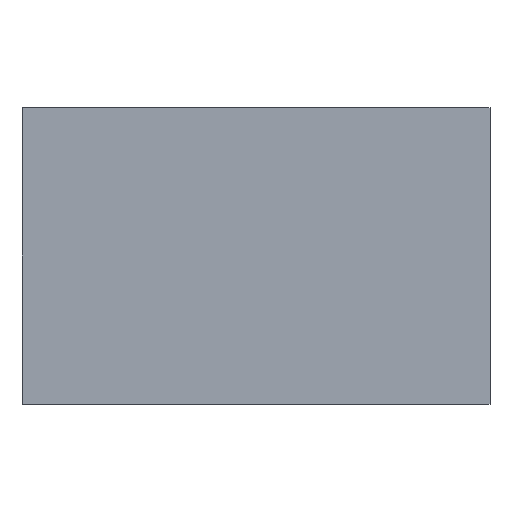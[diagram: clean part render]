
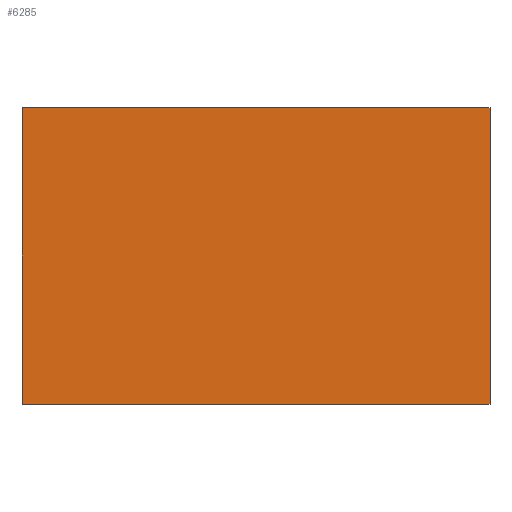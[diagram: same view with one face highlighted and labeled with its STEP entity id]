
A CAD part, front view. The second image highlights one B-rep face of the part: STEP entity #6285.
In plain terms, the highlighted planar face has unit normal (0, -1, 0).
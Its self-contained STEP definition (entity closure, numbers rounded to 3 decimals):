
#411=FACE_OUTER_BOUND($,#704,.T.);
#704=EDGE_LOOP($,(#5254,#5255,#5256,#5257));
#1258=LINE($,#9775,#2257);
#1259=LINE($,#9777,#2258);
#1260=LINE($,#9779,#2259);
#1261=LINE($,#9780,#2260);
#2257=VECTOR($,#7927,950.);
#2258=VECTOR($,#7928,1500.);
#2259=VECTOR($,#7929,950.);
#2260=VECTOR($,#7930,1500.);
#3256=VERTEX_POINT($,#9773);
#3257=VERTEX_POINT($,#9774);
#3258=VERTEX_POINT($,#9776);
#3259=VERTEX_POINT($,#9778);
#4255=EDGE_CURVE($,#3256,#3257,#1258,.T.);
#4256=EDGE_CURVE($,#3257,#3258,#1259,.T.);
#4257=EDGE_CURVE($,#3258,#3259,#1260,.T.);
#4258=EDGE_CURVE($,#3259,#3256,#1261,.T.);
#5254=ORIENTED_EDGE($,*,*,#4255,.T.);
#5255=ORIENTED_EDGE($,*,*,#4256,.T.);
#5256=ORIENTED_EDGE($,*,*,#4257,.T.);
#5257=ORIENTED_EDGE($,*,*,#4258,.T.);
#5992=PLANE($,#7165);
#6285=ADVANCED_FACE($,(#411),#5992,.T.);
#7165=AXIS2_PLACEMENT_3D($,#9772,#7925,#7926);
#7925=DIRECTION('center_axis',(0.,-1.,0.));
#7926=DIRECTION('ref_axis',(0.,0.,-1.));
#7927=DIRECTION($,(0.,0.,1.));
#7928=DIRECTION($,(-1.,0.,0.));
#7929=DIRECTION($,(0.,0.,-1.));
#7930=DIRECTION($,(1.,0.,0.));
#9772=CARTESIAN_POINT('Origin',(558.793,-142.233,450.));
#9773=CARTESIAN_POINT('',(1308.793,-142.233,-25.));
#9774=CARTESIAN_POINT('',(1308.793,-142.233,925.));
#9775=CARTESIAN_POINT($,(1308.793,-142.233,-25.));
#9776=CARTESIAN_POINT('',(-191.207,-142.233,925.));
#9777=CARTESIAN_POINT($,(1308.793,-142.233,925.));
#9778=CARTESIAN_POINT('',(-191.207,-142.233,-25.));
#9779=CARTESIAN_POINT($,(-191.207,-142.233,925.));
#9780=CARTESIAN_POINT($,(-191.207,-142.233,-25.));
